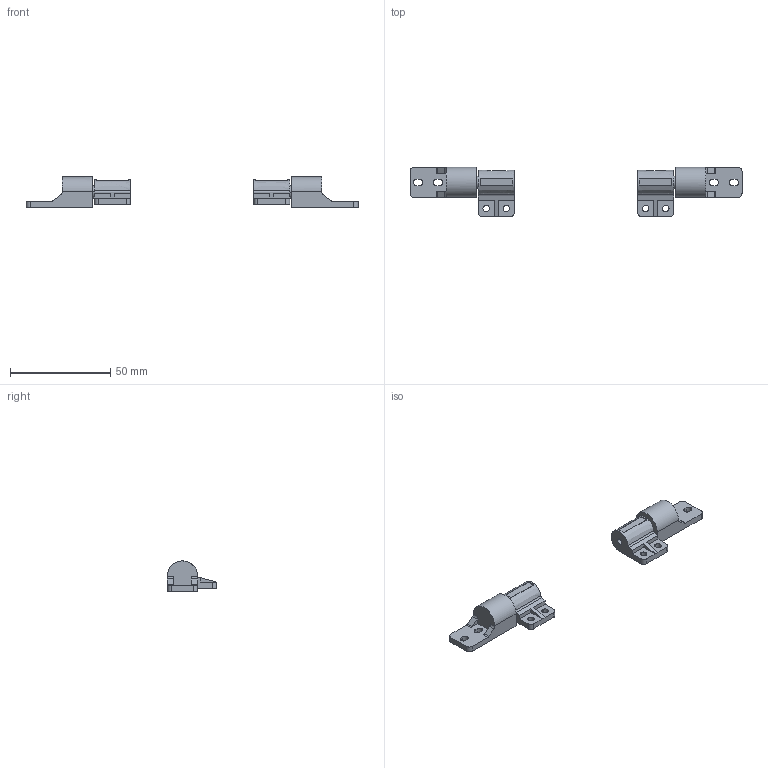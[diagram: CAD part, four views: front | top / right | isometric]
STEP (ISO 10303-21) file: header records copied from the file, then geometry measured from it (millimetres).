
FILE_DESCRIPTION((''),'2;1');
FILE_NAME('','2011-05-27T15:12:11',(''),(''),'','CADfix','');
FILE_SCHEMA(('AUTOMOTIVE_DESIGN { 1 0 10303 214 1 1 1 1 }'));
Length unit declared in the file: millimetre
Bounding box: 165.62 x 24.5 x 15 mm (x, y, z)
Volume: 13272 mm3; surface area: 6850.5 mm2
Topology: 4 solids, 4 shells, 112 faces, 322 edges, 224 vertices
Faces by surface type: bspline 112
Entity records: 3884 total; most frequent: CARTESIAN_POINT 1967, ORIENTED_EDGE 644, EDGE_CURVE 322, VERTEX_POINT 224, QUASI_UNIFORM_CURVE 194, EDGE_LOOP 134, FACE_OUTER_BOUND 112, ADVANCED_FACE 112
